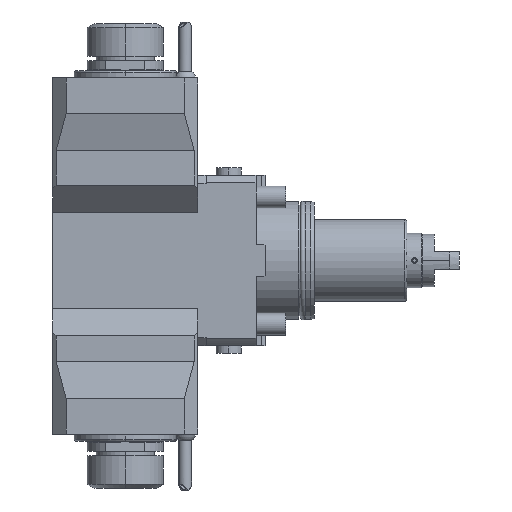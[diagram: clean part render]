
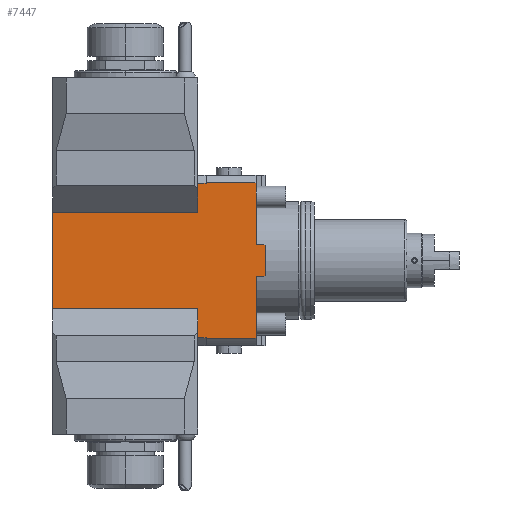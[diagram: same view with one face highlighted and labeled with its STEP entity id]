
A CAD part, front view. The second image highlights one B-rep face of the part: STEP entity #7447.
In plain terms, the highlighted planar face has unit normal (0, -1, 0).
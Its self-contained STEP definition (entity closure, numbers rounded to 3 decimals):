
#150=DIRECTION('',(0.,0.,-1.));
#151=VECTOR('',#150,0.2);
#152=CARTESIAN_POINT('',(-27.5,-47.,42.7));
#153=LINE('',#152,#151);
#154=DIRECTION('',(1.,0.,0.));
#155=VECTOR('',#154,80.);
#156=CARTESIAN_POINT('',(-112.,-47.,26.5));
#157=LINE('',#156,#155);
#158=DIRECTION('',(1.,0.,0.));
#159=VECTOR('',#158,4.5);
#160=CARTESIAN_POINT('',(-32.,-47.,42.5));
#161=LINE('',#160,#159);
#162=DIRECTION('',(-1.,0.,0.));
#163=VECTOR('',#162,27.5);
#164=CARTESIAN_POINT('',(0.,-47.,42.7));
#165=LINE('',#164,#163);
#166=DIRECTION('',(0.966,0.,-0.259));
#167=VECTOR('',#166,2.071);
#168=CARTESIAN_POINT('',(3.,-47.,9.));
#169=LINE('',#168,#167);
#170=DIRECTION('',(0.,0.,-1.));
#171=VECTOR('',#170,16.928);
#172=CARTESIAN_POINT('',(5.,-47.,8.464));
#173=LINE('',#172,#171);
#174=DIRECTION('',(-0.966,0.,-0.259));
#175=VECTOR('',#174,2.071);
#176=CARTESIAN_POINT('',(5.,-47.,-8.464));
#177=LINE('',#176,#175);
#178=DIRECTION('',(-1.,0.,0.));
#179=VECTOR('',#178,27.5);
#180=CARTESIAN_POINT('',(0.,-47.,-42.7));
#181=LINE('',#180,#179);
#186=DIRECTION('',(0.,0.,-1.));
#187=VECTOR('',#186,0.2);
#188=CARTESIAN_POINT('',(-27.5,-47.,-42.5));
#189=LINE('',#188,#187);
#194=DIRECTION('',(1.,0.,0.));
#195=VECTOR('',#194,4.5);
#196=CARTESIAN_POINT('',(-32.,-47.,-42.5));
#197=LINE('',#196,#195);
#206=DIRECTION('',(0.,0.,-1.));
#207=VECTOR('',#206,16.);
#208=CARTESIAN_POINT('',(-32.,-47.,-26.5));
#209=LINE('',#208,#207);
#445=DIRECTION('',(0.,0.,-1.));
#446=VECTOR('',#445,53.);
#447=CARTESIAN_POINT('',(-112.,-47.,26.5));
#448=LINE('',#447,#446);
#715=DIRECTION('',(1.,0.,0.));
#716=VECTOR('',#715,80.);
#717=CARTESIAN_POINT('',(-112.,-47.,-26.5));
#718=LINE('',#717,#716);
#836=DIRECTION('',(0.,0.,-1.));
#837=VECTOR('',#836,16.);
#838=CARTESIAN_POINT('',(-32.,-47.,42.5));
#839=LINE('',#838,#837);
#4712=DIRECTION('',(0.,0.,-1.));
#4713=VECTOR('',#4712,33.7);
#4714=CARTESIAN_POINT('',(0.,-47.,-9.));
#4715=LINE('',#4714,#4713);
#4728=DIRECTION('',(0.,0.,-1.));
#4729=VECTOR('',#4728,33.7);
#4730=CARTESIAN_POINT('',(0.,-47.,42.7));
#4731=LINE('',#4730,#4729);
#4951=DIRECTION('',(1.,0.,0.));
#4952=VECTOR('',#4951,3.);
#4953=CARTESIAN_POINT('',(0.,-47.,-9.));
#4954=LINE('',#4953,#4952);
#4971=DIRECTION('',(-1.,0.,0.));
#4972=VECTOR('',#4971,3.);
#4973=CARTESIAN_POINT('',(3.,-47.,9.));
#4974=LINE('',#4973,#4972);
#5859=CARTESIAN_POINT('',(0.,-47.,-42.7));
#5860=CARTESIAN_POINT('',(-27.5,-47.,-42.7));
#5861=VERTEX_POINT('',#5859);
#5862=VERTEX_POINT('',#5860);
#5863=CARTESIAN_POINT('',(0.,-47.,42.7));
#5864=CARTESIAN_POINT('',(-27.5,-47.,42.7));
#5865=VERTEX_POINT('',#5863);
#5866=VERTEX_POINT('',#5864);
#5963=CARTESIAN_POINT('',(3.,-47.,9.));
#5964=CARTESIAN_POINT('',(5.,-47.,8.464));
#5965=VERTEX_POINT('',#5963);
#5966=VERTEX_POINT('',#5964);
#5967=CARTESIAN_POINT('',(5.,-47.,-8.464));
#5968=CARTESIAN_POINT('',(3.,-47.,-9.));
#5969=VERTEX_POINT('',#5967);
#5970=VERTEX_POINT('',#5968);
#5980=CARTESIAN_POINT('',(0.,-47.,9.));
#5982=VERTEX_POINT('',#5980);
#5983=CARTESIAN_POINT('',(0.,-47.,-9.));
#5985=VERTEX_POINT('',#5983);
#6027=CARTESIAN_POINT('',(-112.,-47.,26.5));
#6028=CARTESIAN_POINT('',(-112.,-47.,-26.5));
#6029=VERTEX_POINT('',#6027);
#6030=VERTEX_POINT('',#6028);
#6035=CARTESIAN_POINT('',(-32.,-47.,26.5));
#6036=VERTEX_POINT('',#6035);
#6049=CARTESIAN_POINT('',(-32.,-47.,42.5));
#6050=VERTEX_POINT('',#6049);
#6067=CARTESIAN_POINT('',(-32.,-47.,-42.5));
#6069=VERTEX_POINT('',#6067);
#6073=CARTESIAN_POINT('',(-32.,-47.,-26.5));
#6074=VERTEX_POINT('',#6073);
#6096=CARTESIAN_POINT('',(-27.5,-47.,42.5));
#6098=VERTEX_POINT('',#6096);
#6099=CARTESIAN_POINT('',(-27.5,-47.,-42.5));
#6101=VERTEX_POINT('',#6099);
#7407=CARTESIAN_POINT('',(-27.5,-47.,47.));
#7408=DIRECTION('',(0.,1.,0.));
#7409=DIRECTION('',(0.,0.,-1.));
#7410=AXIS2_PLACEMENT_3D('',#7407,#7408,#7409);
#7411=PLANE('',#7410);
#7413=ORIENTED_EDGE('',*,*,#7412,.F.);
#7415=ORIENTED_EDGE('',*,*,#7414,.F.);
#7417=ORIENTED_EDGE('',*,*,#7416,.F.);
#7419=ORIENTED_EDGE('',*,*,#7418,.F.);
#7421=ORIENTED_EDGE('',*,*,#7420,.F.);
#7423=ORIENTED_EDGE('',*,*,#7422,.T.);
#7425=ORIENTED_EDGE('',*,*,#7424,.F.);
#7426=ORIENTED_EDGE('',*,*,#7399,.T.);
#7427=ORIENTED_EDGE('',*,*,#7388,.F.);
#7429=ORIENTED_EDGE('',*,*,#7428,.F.);
#7431=ORIENTED_EDGE('',*,*,#7430,.T.);
#7433=ORIENTED_EDGE('',*,*,#7432,.F.);
#7435=ORIENTED_EDGE('',*,*,#7434,.T.);
#7437=ORIENTED_EDGE('',*,*,#7436,.T.);
#7439=ORIENTED_EDGE('',*,*,#7438,.T.);
#7441=ORIENTED_EDGE('',*,*,#7440,.F.);
#7443=ORIENTED_EDGE('',*,*,#7442,.T.);
#7444=ORIENTED_EDGE('',*,*,#7190,.T.);
#7445=EDGE_LOOP('',(#7413,#7415,#7417,#7419,#7421,#7423,#7425,#7426,#7427,#7429,
#7431,#7433,#7435,#7437,#7439,#7441,#7443,#7444));
#7446=FACE_OUTER_BOUND('',#7445,.F.);
#7447=ADVANCED_FACE('',(#7446),#7411,.F.);
#7190=EDGE_CURVE('',#5861,#5862,#181,.T.);
#7388=EDGE_CURVE('',#5866,#6098,#153,.T.);
#7399=EDGE_CURVE('',#6050,#6098,#161,.T.);
#7412=EDGE_CURVE('',#6101,#5862,#189,.T.);
#7414=EDGE_CURVE('',#6069,#6101,#197,.T.);
#7416=EDGE_CURVE('',#6074,#6069,#209,.T.);
#7418=EDGE_CURVE('',#6030,#6074,#718,.T.);
#7420=EDGE_CURVE('',#6029,#6030,#448,.T.);
#7422=EDGE_CURVE('',#6029,#6036,#157,.T.);
#7424=EDGE_CURVE('',#6050,#6036,#839,.T.);
#7428=EDGE_CURVE('',#5865,#5866,#165,.T.);
#7430=EDGE_CURVE('',#5865,#5982,#4731,.T.);
#7432=EDGE_CURVE('',#5965,#5982,#4974,.T.);
#7434=EDGE_CURVE('',#5965,#5966,#169,.T.);
#7436=EDGE_CURVE('',#5966,#5969,#173,.T.);
#7438=EDGE_CURVE('',#5969,#5970,#177,.T.);
#7440=EDGE_CURVE('',#5985,#5970,#4954,.T.);
#7442=EDGE_CURVE('',#5985,#5861,#4715,.T.);
